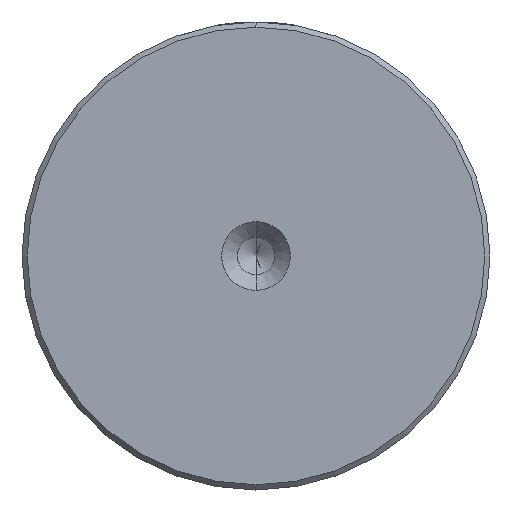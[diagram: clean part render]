
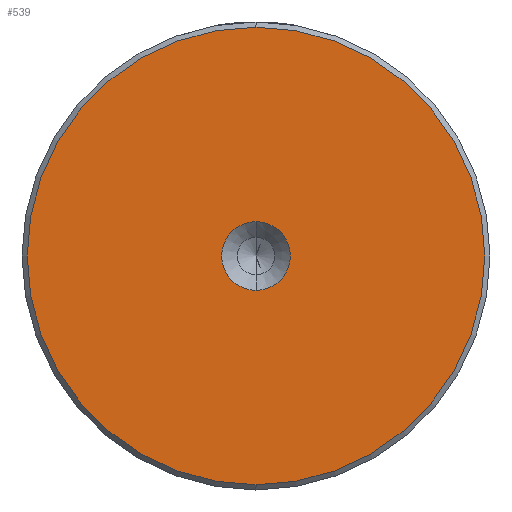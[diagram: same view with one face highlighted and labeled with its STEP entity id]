
A CAD part, left-side view. The second image highlights one B-rep face of the part: STEP entity #539.
In plain terms, the highlighted planar face has unit normal (-1, 0, 0).
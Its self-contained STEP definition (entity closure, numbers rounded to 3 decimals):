
#67 = VERTEX_POINT ( 'NONE', #1022 ) ;
#152 = EDGE_LOOP ( 'NONE', ( #1053, #1419 ) ) ;
#158 = DIRECTION ( 'NONE',  ( 0., 0., 1. ) ) ;
#168 = DIRECTION ( 'NONE',  ( -1., 0., 0. ) ) ;
#293 = DIRECTION ( 'NONE',  ( -1., 0., 0. ) ) ;
#304 = EDGE_CURVE ( 'NONE', #655, #1375, #1644, .T. ) ;
#360 = CARTESIAN_POINT ( 'NONE',  ( 0., 0., 0. ) ) ;
#399 = AXIS2_PLACEMENT_3D ( 'NONE', #635, #644, #767 ) ;
#510 = CIRCLE ( 'NONE', #529, 3.3 ) ;
#529 = AXIS2_PLACEMENT_3D ( 'NONE', #1010, #2331, #1203 ) ;
#539 = ADVANCED_FACE ( 'NONE', ( #2225, #1291 ), #549, .T. ) ;
#549 = PLANE ( 'NONE',  #1018 ) ;
#635 = CARTESIAN_POINT ( 'NONE',  ( 0., 0., 0. ) ) ;
#644 = DIRECTION ( 'NONE',  ( -1., 0., 0. ) ) ;
#655 = VERTEX_POINT ( 'NONE', #1911 ) ;
#750 = CARTESIAN_POINT ( 'NONE',  ( 0., 0., 3.3 ) ) ;
#767 = DIRECTION ( 'NONE',  ( 0., 0., 1. ) ) ;
#903 = EDGE_CURVE ( 'NONE', #1375, #655, #1899, .T. ) ;
#1010 = CARTESIAN_POINT ( 'NONE',  ( 0., 0., 0. ) ) ;
#1018 = AXIS2_PLACEMENT_3D ( 'NONE', #360, #168, #158 ) ;
#1022 = CARTESIAN_POINT ( 'NONE',  ( 0., 0., -3.3 ) ) ;
#1053 = ORIENTED_EDGE ( 'NONE', *, *, #1688, .F. ) ;
#1197 = CIRCLE ( 'NONE', #1864, 3.3 ) ;
#1203 = DIRECTION ( 'NONE',  ( 0., 0., 1. ) ) ;
#1291 = FACE_BOUND ( 'NONE', #152, .T. ) ;
#1375 = VERTEX_POINT ( 'NONE', #2437 ) ;
#1396 = DIRECTION ( 'NONE',  ( 0., 0., 1. ) ) ;
#1419 = ORIENTED_EDGE ( 'NONE', *, *, #1559, .F. ) ;
#1456 = CARTESIAN_POINT ( 'NONE',  ( 0., 0., 0. ) ) ;
#1493 = AXIS2_PLACEMENT_3D ( 'NONE', #1974, #2326, #1396 ) ;
#1559 = EDGE_CURVE ( 'NONE', #67, #2250, #1197, .T. ) ;
#1644 = CIRCLE ( 'NONE', #399, 22. ) ;
#1647 = ORIENTED_EDGE ( 'NONE', *, *, #304, .T. ) ;
#1649 = DIRECTION ( 'NONE',  ( 0., 0., 1. ) ) ;
#1688 = EDGE_CURVE ( 'NONE', #2250, #67, #510, .T. ) ;
#1815 = EDGE_LOOP ( 'NONE', ( #1647, #2067 ) ) ;
#1864 = AXIS2_PLACEMENT_3D ( 'NONE', #1456, #293, #1649 ) ;
#1899 = CIRCLE ( 'NONE', #1493, 22. ) ;
#1911 = CARTESIAN_POINT ( 'NONE',  ( 0., 0., -22. ) ) ;
#1974 = CARTESIAN_POINT ( 'NONE',  ( 0., 0., 0. ) ) ;
#2067 = ORIENTED_EDGE ( 'NONE', *, *, #903, .T. ) ;
#2225 = FACE_OUTER_BOUND ( 'NONE', #1815, .T. ) ;
#2250 = VERTEX_POINT ( 'NONE', #750 ) ;
#2326 = DIRECTION ( 'NONE',  ( -1., 0., 0. ) ) ;
#2331 = DIRECTION ( 'NONE',  ( -1., 0., 0. ) ) ;
#2437 = CARTESIAN_POINT ( 'NONE',  ( 0., 0., 22. ) ) ;
